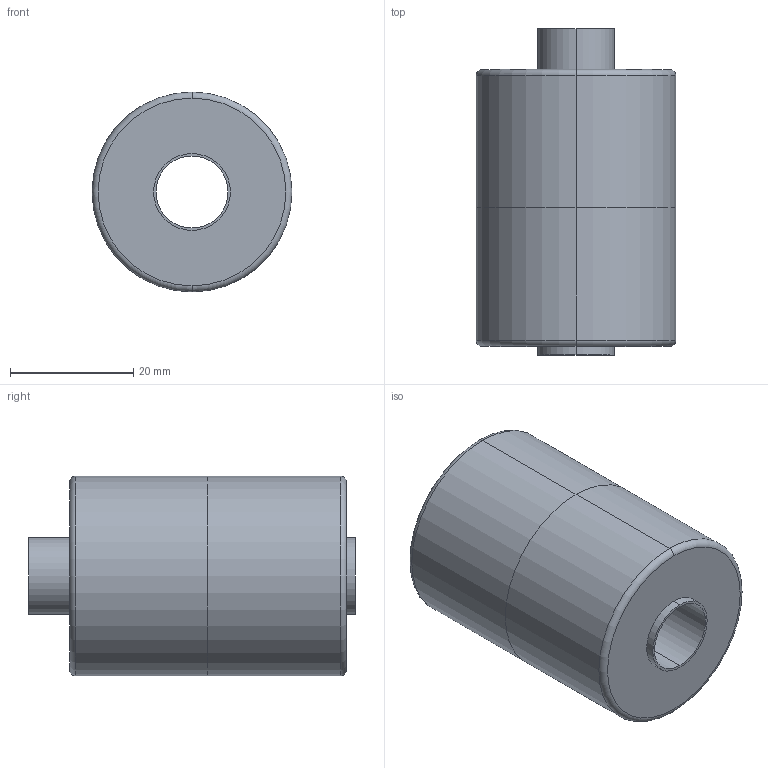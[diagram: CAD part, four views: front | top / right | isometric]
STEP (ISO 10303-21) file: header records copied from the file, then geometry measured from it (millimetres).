
FILE_DESCRIPTION (( 'STEP AP214' ), '1' );
FILE_NAME ('z-TMI-P10.STEP', '2009-05-27T13:29:21', ( 'novotechnik' ), ( 'novotechnik' ), 'SwSTEP 2.0', 'SolidWorks 2008', '' );
FILE_SCHEMA (( 'AUTOMOTIVE_DESIGN' ));
Length unit declared in the file: millimetre
Products named in the file (1): z-TMI-P10
Bounding box: 32.5 x 53 x 32.5 mm (x, y, z)
Volume: 3691.7 mm3; surface area: 15744.1 mm2
Topology: 3 solids, 3 shells, 32 faces, 64 edges, 40 vertices
Faces by surface type: cylinder 16, torus 8, plane 8
Entity records: 1257 total; most frequent: DIRECTION 178, CARTESIAN_POINT 137, ORIENTED_EDGE 128, AXIS2_PLACEMENT_3D 81, EDGE_CURVE 64, CIRCLE 48, VERTEX_POINT 40, EDGE_LOOP 40
